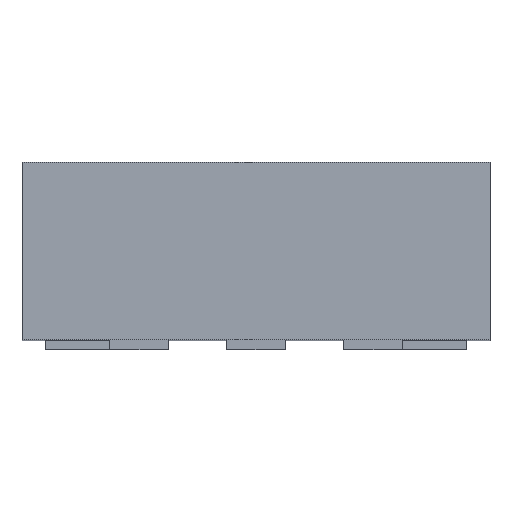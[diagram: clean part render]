
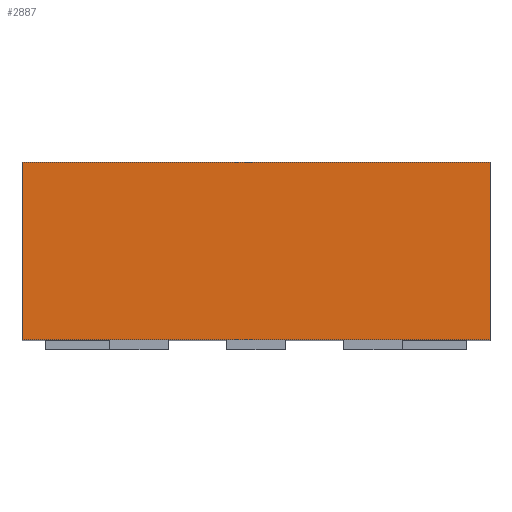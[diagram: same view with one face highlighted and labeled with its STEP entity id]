
A CAD part, top view. The second image highlights one B-rep face of the part: STEP entity #2887.
In plain terms, the highlighted planar face has unit normal (0, 0, 1).
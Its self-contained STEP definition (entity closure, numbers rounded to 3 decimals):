
#145 = CARTESIAN_POINT ( 'NONE',  ( 1., 0.76, 1. ) ) ;
#491 = CARTESIAN_POINT ( 'NONE',  ( -1., 0.76, 1. ) ) ;
#503 = EDGE_CURVE ( 'NONE', #2322, #3965, #6156, .T. ) ;
#528 = CARTESIAN_POINT ( 'NONE',  ( -1., 0.76, 1. ) ) ;
#1111 = FACE_OUTER_BOUND ( 'NONE', #3695, .T. ) ;
#1326 = EDGE_CURVE ( 'NONE', #3252, #4425, #1331, .T. ) ;
#1331 = LINE ( 'NONE', #491, #5140 ) ;
#1737 = ORIENTED_EDGE ( 'NONE', *, *, #1326, .T. ) ;
#1818 = CARTESIAN_POINT ( 'NONE',  ( -1., 0.76, 1. ) ) ;
#1911 = AXIS2_PLACEMENT_3D ( 'NONE', #2596, #4564, #3124 ) ;
#2322 = VERTEX_POINT ( 'NONE', #2986 ) ;
#2484 = ORIENTED_EDGE ( 'NONE', *, *, #5368, .T. ) ;
#2596 = CARTESIAN_POINT ( 'NONE',  ( -1., 0.76, 1. ) ) ;
#2887 = ADVANCED_FACE ( 'NONE', ( #1111 ), #4166, .F. ) ;
#2980 = DIRECTION ( 'NONE',  ( 1., 0., 0. ) ) ;
#2986 = CARTESIAN_POINT ( 'NONE',  ( 1., 0.76, 1. ) ) ;
#3084 = EDGE_CURVE ( 'NONE', #3252, #2322, #5472, .T. ) ;
#3124 = DIRECTION ( 'NONE',  ( -1., 0., 0. ) ) ;
#3252 = VERTEX_POINT ( 'NONE', #1818 ) ;
#3695 = EDGE_LOOP ( 'NONE', ( #2484, #5428, #5618, #1737 ) ) ;
#3717 = VECTOR ( 'NONE', #2980, 1000. ) ;
#3965 = VERTEX_POINT ( 'NONE', #4148 ) ;
#4017 = LINE ( 'NONE', #5475, #3717 ) ;
#4078 = VECTOR ( 'NONE', #4146, 1000. ) ;
#4146 = DIRECTION ( 'NONE',  ( 0., -1., 0. ) ) ;
#4148 = CARTESIAN_POINT ( 'NONE',  ( 1., 0., 1. ) ) ;
#4166 = PLANE ( 'NONE',  #1911 ) ;
#4425 = VERTEX_POINT ( 'NONE', #5802 ) ;
#4543 = DIRECTION ( 'NONE',  ( 1., 0., 0. ) ) ;
#4564 = DIRECTION ( 'NONE',  ( 0., 0., -1. ) ) ;
#4895 = DIRECTION ( 'NONE',  ( 0., -1., 0. ) ) ;
#5053 = VECTOR ( 'NONE', #4543, 1000. ) ;
#5140 = VECTOR ( 'NONE', #4895, 1000. ) ;
#5368 = EDGE_CURVE ( 'NONE', #4425, #3965, #4017, .T. ) ;
#5428 = ORIENTED_EDGE ( 'NONE', *, *, #503, .F. ) ;
#5472 = LINE ( 'NONE', #528, #5053 ) ;
#5475 = CARTESIAN_POINT ( 'NONE',  ( -1., 0., 1. ) ) ;
#5618 = ORIENTED_EDGE ( 'NONE', *, *, #3084, .F. ) ;
#5802 = CARTESIAN_POINT ( 'NONE',  ( -1., 0., 1. ) ) ;
#6156 = LINE ( 'NONE', #145, #4078 ) ;
